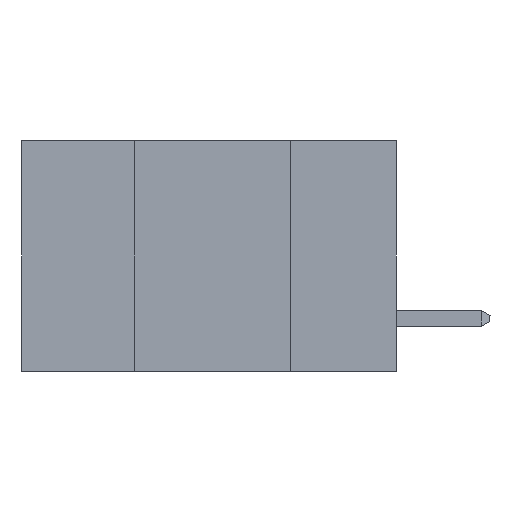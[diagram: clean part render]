
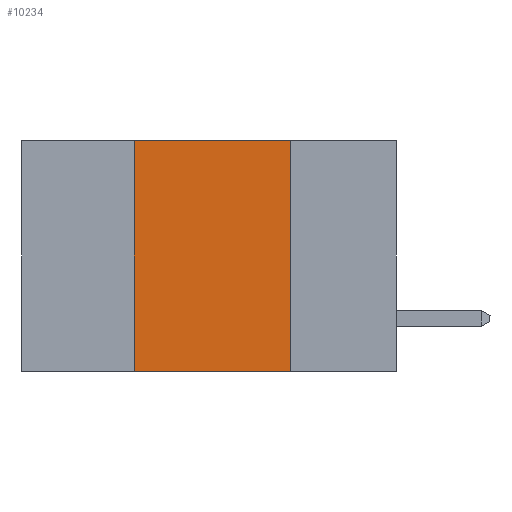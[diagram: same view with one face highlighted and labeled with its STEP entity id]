
A CAD part, left-side view. The second image highlights one B-rep face of the part: STEP entity #10234.
In plain terms, the highlighted planar face has unit normal (-1, 0, 0).
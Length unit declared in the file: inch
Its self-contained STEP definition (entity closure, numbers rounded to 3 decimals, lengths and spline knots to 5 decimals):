
#79 = ORIENTED_EDGE ( 'NONE', *, *, #3075, .F. ) ;
#100 = VERTEX_POINT ( 'NONE', #8265 ) ;
#314 = VERTEX_POINT ( 'NONE', #8804 ) ;
#786 = CARTESIAN_POINT ( 'NONE',  ( 0., 0.17, -0.37 ) ) ;
#865 = LINE ( 'NONE', #16128, #7349 ) ;
#955 = DIRECTION ( 'NONE',  ( 0., -1., 0. ) ) ;
#1318 = VERTEX_POINT ( 'NONE', #5120 ) ;
#2028 = DIRECTION ( 'NONE',  ( 0., -1., 0. ) ) ;
#2111 = VECTOR ( 'NONE', #2114, 39.37008 ) ;
#2114 = DIRECTION ( 'NONE',  ( 0., 0., -1. ) ) ;
#3075 = EDGE_CURVE ( 'NONE', #1318, #4038, #12448, .T. ) ;
#3295 = ORIENTED_EDGE ( 'NONE', *, *, #3887, .F. ) ;
#3437 = DIRECTION ( 'NONE',  ( 0., 0., 1. ) ) ;
#3793 = EDGE_CURVE ( 'NONE', #314, #100, #12237, .T. ) ;
#3887 = EDGE_CURVE ( 'NONE', #4038, #314, #865, .T. ) ;
#4038 = VERTEX_POINT ( 'NONE', #7653 ) ;
#4190 = LINE ( 'NONE', #15888, #10478 ) ;
#5120 = CARTESIAN_POINT ( 'NONE',  ( 0., 0.42, -0.37 ) ) ;
#5134 = ORIENTED_EDGE ( 'NONE', *, *, #3793, .F. ) ;
#5307 = EDGE_LOOP ( 'NONE', ( #5134, #3295, #79, #12064 ) ) ;
#7211 = CARTESIAN_POINT ( 'NONE',  ( 0., 0.6, 0. ) ) ;
#7349 = VECTOR ( 'NONE', #955, 39.37008 ) ;
#7653 = CARTESIAN_POINT ( 'NONE',  ( 0., 0.42, 0. ) ) ;
#8265 = CARTESIAN_POINT ( 'NONE',  ( 0., 0.17, -0.37 ) ) ;
#8461 = DIRECTION ( 'NONE',  ( 0., 0., -1. ) ) ;
#8804 = CARTESIAN_POINT ( 'NONE',  ( 0., 0.17, 0. ) ) ;
#9105 = VECTOR ( 'NONE', #3437, 39.37008 ) ;
#9994 = AXIS2_PLACEMENT_3D ( 'NONE', #7211, #15951, #8461 ) ;
#10234 = ADVANCED_FACE ( 'NONE', ( #15098 ), #12183, .F. ) ;
#10478 = VECTOR ( 'NONE', #2028, 39.37008 ) ;
#12064 = ORIENTED_EDGE ( 'NONE', *, *, #13811, .T. ) ;
#12183 = PLANE ( 'NONE',  #9994 ) ;
#12237 = LINE ( 'NONE', #786, #2111 ) ;
#12448 = LINE ( 'NONE', #13468, #9105 ) ;
#13468 = CARTESIAN_POINT ( 'NONE',  ( 0., 0.42, -0.37 ) ) ;
#13811 = EDGE_CURVE ( 'NONE', #1318, #100, #4190, .T. ) ;
#15098 = FACE_OUTER_BOUND ( 'NONE', #5307, .T. ) ;
#15888 = CARTESIAN_POINT ( 'NONE',  ( 0., 0.6, -0.37 ) ) ;
#15951 = DIRECTION ( 'NONE',  ( 1., 0., 0. ) ) ;
#16128 = CARTESIAN_POINT ( 'NONE',  ( 0., 0.6, 0. ) ) ;
